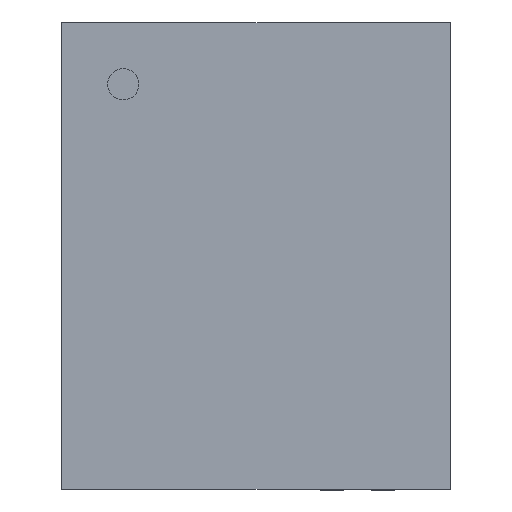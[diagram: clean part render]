
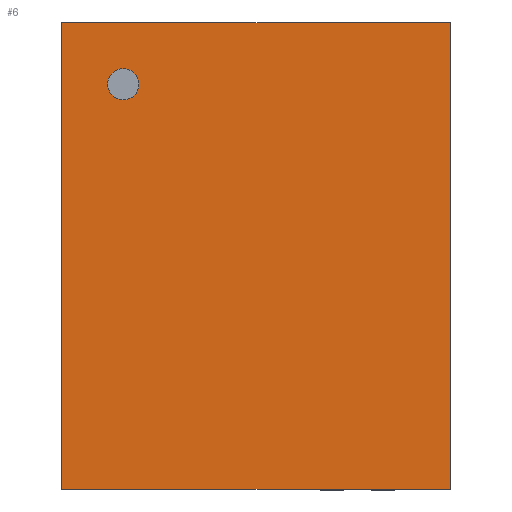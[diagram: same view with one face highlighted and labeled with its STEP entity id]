
A CAD part, top view. The second image highlights one B-rep face of the part: STEP entity #6.
In plain terms, the highlighted planar face has unit normal (0, 0, 1).
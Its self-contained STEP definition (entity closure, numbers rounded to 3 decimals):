
#3 = AXIS2_PLACEMENT_3D ( 'NONE', #1157, #2661, #766 ) ;
#6 = ADVANCED_FACE ( 'NONE', ( #4911, #1459 ), #1943, .T. ) ;
#355 = CARTESIAN_POINT ( 'NONE',  ( 4.99, 5.99, 0.85 ) ) ;
#405 = ORIENTED_EDGE ( 'NONE', *, *, #3825, .T. ) ;
#423 = DIRECTION ( 'NONE',  ( 0., 0., -1. ) ) ;
#474 = VECTOR ( 'NONE', #4223, 1000. ) ;
#548 = ORIENTED_EDGE ( 'NONE', *, *, #5788, .F. ) ;
#594 = DIRECTION ( 'NONE',  ( 1., 0., 0. ) ) ;
#752 = VERTEX_POINT ( 'NONE', #984 ) ;
#766 = DIRECTION ( 'NONE',  ( -1., 0., 0. ) ) ;
#984 = CARTESIAN_POINT ( 'NONE',  ( 0.01, 5.99, 0.85 ) ) ;
#1157 = CARTESIAN_POINT ( 'NONE',  ( 0.798, 5.2, 0.85 ) ) ;
#1263 = VECTOR ( 'NONE', #5775, 1000. ) ;
#1295 = CARTESIAN_POINT ( 'NONE',  ( 4.99, 5.99, 0.85 ) ) ;
#1383 = VERTEX_POINT ( 'NONE', #355 ) ;
#1404 = ORIENTED_EDGE ( 'NONE', *, *, #1499, .F. ) ;
#1453 = EDGE_CURVE ( 'NONE', #6401, #5983, #1655, .T. ) ;
#1457 = VECTOR ( 'NONE', #594, 1000. ) ;
#1459 = FACE_OUTER_BOUND ( 'NONE', #1956, .T. ) ;
#1499 = EDGE_CURVE ( 'NONE', #752, #1383, #4644, .T. ) ;
#1655 = CIRCLE ( 'NONE', #5262, 0.2 ) ;
#1942 = VECTOR ( 'NONE', #4159, 1000. ) ;
#1943 = PLANE ( 'NONE',  #5841 ) ;
#1956 = EDGE_LOOP ( 'NONE', ( #548, #1404, #2128, #4330 ) ) ;
#2128 = ORIENTED_EDGE ( 'NONE', *, *, #5712, .F. ) ;
#2661 = DIRECTION ( 'NONE',  ( 0., 0., -1. ) ) ;
#2792 = LINE ( 'NONE', #1295, #474 ) ;
#2816 = CARTESIAN_POINT ( 'NONE',  ( 4.99, 0.01, 0.85 ) ) ;
#2856 = CARTESIAN_POINT ( 'NONE',  ( 0.798, 5.2, 0.85 ) ) ;
#3026 = LINE ( 'NONE', #6123, #1942 ) ;
#3116 = ORIENTED_EDGE ( 'NONE', *, *, #1453, .T. ) ;
#3793 = CARTESIAN_POINT ( 'NONE',  ( 4.99, 0.01, 0.85 ) ) ;
#3823 = DIRECTION ( 'NONE',  ( -1., 0., 0. ) ) ;
#3825 = EDGE_CURVE ( 'NONE', #5983, #6401, #4892, .T. ) ;
#3935 = CARTESIAN_POINT ( 'NONE',  ( 0.01, 0.01, 0.85 ) ) ;
#3945 = EDGE_CURVE ( 'NONE', #5290, #4257, #6251, .T. ) ;
#4159 = DIRECTION ( 'NONE',  ( 0., 1., 0. ) ) ;
#4223 = DIRECTION ( 'NONE',  ( 0., -1., 0. ) ) ;
#4257 = VERTEX_POINT ( 'NONE', #4848 ) ;
#4330 = ORIENTED_EDGE ( 'NONE', *, *, #3945, .F. ) ;
#4500 = CARTESIAN_POINT ( 'NONE',  ( 0.598, 5.2, 0.85 ) ) ;
#4644 = LINE ( 'NONE', #5126, #1457 ) ;
#4848 = CARTESIAN_POINT ( 'NONE',  ( 0.01, 0.01, 0.85 ) ) ;
#4892 = CIRCLE ( 'NONE', #3, 0.2 ) ;
#4911 = FACE_BOUND ( 'NONE', #6386, .T. ) ;
#5126 = CARTESIAN_POINT ( 'NONE',  ( 0.01, 5.99, 0.85 ) ) ;
#5163 = CARTESIAN_POINT ( 'NONE',  ( 0.998, 5.2, 0.85 ) ) ;
#5262 = AXIS2_PLACEMENT_3D ( 'NONE', #2856, #423, #3823 ) ;
#5290 = VERTEX_POINT ( 'NONE', #2816 ) ;
#5712 = EDGE_CURVE ( 'NONE', #4257, #752, #3026, .T. ) ;
#5775 = DIRECTION ( 'NONE',  ( -1., 0., 0. ) ) ;
#5788 = EDGE_CURVE ( 'NONE', #1383, #5290, #2792, .T. ) ;
#5841 = AXIS2_PLACEMENT_3D ( 'NONE', #3935, #5878, #5910 ) ;
#5878 = DIRECTION ( 'NONE',  ( 0., 0., 1. ) ) ;
#5910 = DIRECTION ( 'NONE',  ( 1., 0., 0. ) ) ;
#5983 = VERTEX_POINT ( 'NONE', #4500 ) ;
#6123 = CARTESIAN_POINT ( 'NONE',  ( 0.01, 0.01, 0.85 ) ) ;
#6251 = LINE ( 'NONE', #3793, #1263 ) ;
#6386 = EDGE_LOOP ( 'NONE', ( #405, #3116 ) ) ;
#6401 = VERTEX_POINT ( 'NONE', #5163 ) ;
